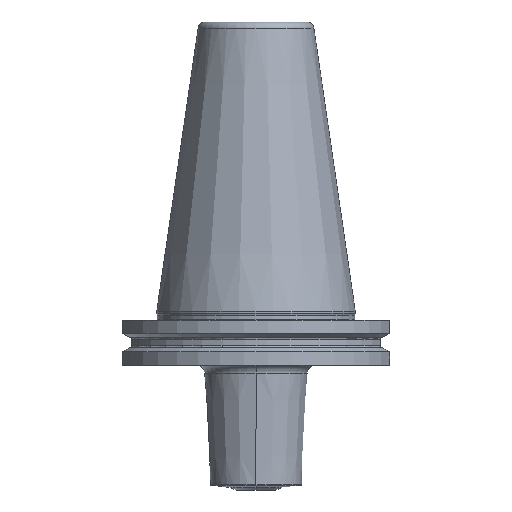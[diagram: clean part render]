
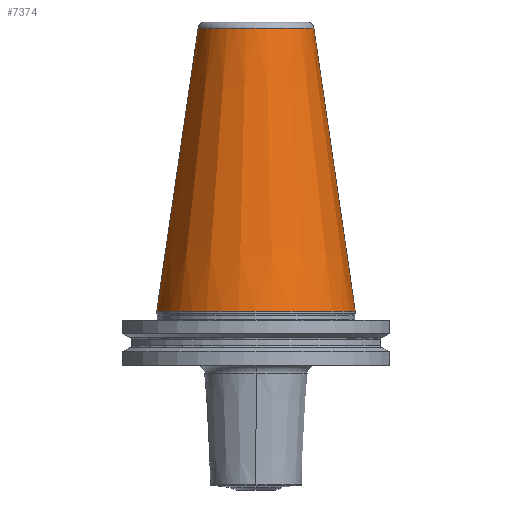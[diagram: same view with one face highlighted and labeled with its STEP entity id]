
A CAD part, front view. The second image highlights one B-rep face of the part: STEP entity #7374.
In plain terms, the highlighted conical face has half-angle 8.3 degrees and reference radius 27.659 mm.
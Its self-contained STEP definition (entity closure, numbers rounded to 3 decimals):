
#3124=CARTESIAN_POINT('',(0.,0.,0.));
#3125=DIRECTION('',(0.,0.,1.));
#3126=DIRECTION('',(-1.,0.,0.));
#3127=AXIS2_PLACEMENT_3D('',#3124,#3125,#3126);
#3140=CARTESIAN_POINT('',(0.,0.,99.611));
#3141=DIRECTION('',(0.,0.,1.));
#3142=DIRECTION('',(-1.,0.,0.));
#3143=AXIS2_PLACEMENT_3D('',#3140,#3141,#3142);
#3332=DIRECTION('',(0.144,0.,0.99));
#3333=VECTOR('',#3332,100.665);
#3334=CARTESIAN_POINT('',(-34.925,0.,0.));
#3335=LINE('',#3334,#3333);
#3347=DIRECTION('',(-0.144,0.,0.99));
#3348=VECTOR('',#3347,100.665);
#3349=CARTESIAN_POINT('',(34.925,0.,0.));
#3350=LINE('',#3349,#3348);
#5073=CARTESIAN_POINT('',(34.925,0.,0.));
#5074=VERTEX_POINT('',#5073);
#5075=CARTESIAN_POINT('',(-34.925,0.,0.));
#5076=VERTEX_POINT('',#5075);
#5249=CARTESIAN_POINT('',(-20.393,0.,99.611));
#5250=CARTESIAN_POINT('',(20.393,0.,99.611));
#5251=VERTEX_POINT('',#5249);
#5252=VERTEX_POINT('',#5250);
#7360=CARTESIAN_POINT('',(0.,0.,49.805));
#7361=DIRECTION('',(0.,0.,-1.));
#7362=DIRECTION('',(-1.,0.,0.));
#7363=AXIS2_PLACEMENT_3D('',#7360,#7361,#7362);
#7364=CONICAL_SURFACE('',#7363,27.659,8.3);
#7366=ORIENTED_EDGE('',*,*,#7365,.T.);
#7368=ORIENTED_EDGE('',*,*,#7367,.F.);
#7369=ORIENTED_EDGE('',*,*,#7355,.F.);
#7371=ORIENTED_EDGE('',*,*,#7370,.T.);
#7372=EDGE_LOOP('',(#7366,#7368,#7369,#7371));
#7373=FACE_OUTER_BOUND('',#7372,.F.);
#3128=CIRCLE('',#3127,34.925);
#3144=CIRCLE('',#3143,20.393);
#7355=EDGE_CURVE('',#5076,#5074,#3128,.T.);
#7365=EDGE_CURVE('',#5251,#5252,#3144,.T.);
#7367=EDGE_CURVE('',#5074,#5252,#3350,.T.);
#7370=EDGE_CURVE('',#5076,#5251,#3335,.T.);
#7374=ADVANCED_FACE('',(#7373),#7364,.T.);
